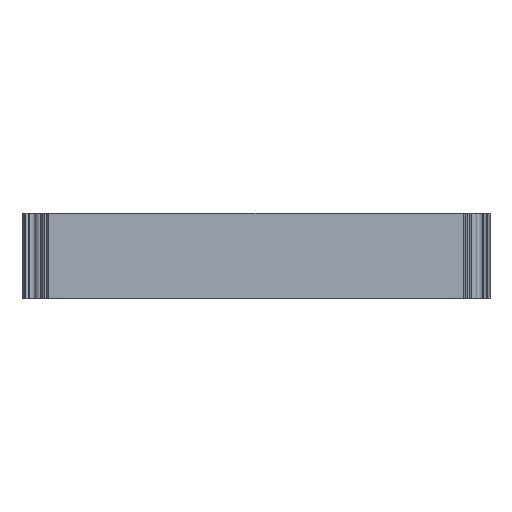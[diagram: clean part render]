
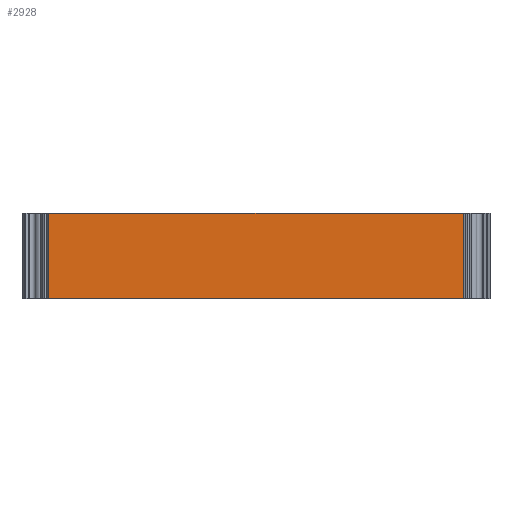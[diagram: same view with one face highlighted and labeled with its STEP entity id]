
A CAD part, top view. The second image highlights one B-rep face of the part: STEP entity #2928.
In plain terms, the highlighted planar face has unit normal (0, 0, 1).
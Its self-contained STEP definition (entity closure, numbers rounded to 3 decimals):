
#189=ORIENTED_EDGE('',*,*,#1083,.T.);
#190=ORIENTED_EDGE('',*,*,#1084,.F.);
#191=ORIENTED_EDGE('',*,*,#1085,.F.);
#192=ORIENTED_EDGE('',*,*,#1086,.T.);
#1083=EDGE_CURVE('',#1530,#1531,#1830,.T.);
#1084=EDGE_CURVE('',#1532,#1531,#1831,.T.);
#1085=EDGE_CURVE('',#1533,#1532,#1832,.T.);
#1086=EDGE_CURVE('',#1533,#1530,#1833,.T.);
#1530=VERTEX_POINT('',#4237);
#1531=VERTEX_POINT('',#4238);
#1532=VERTEX_POINT('',#4240);
#1533=VERTEX_POINT('',#4242);
#1830=LINE('',#4236,#2165);
#1831=LINE('',#4239,#2166);
#1832=LINE('',#4241,#2167);
#1833=LINE('',#4243,#2168);
#2165=VECTOR('',#3367,1000.);
#2166=VECTOR('',#3368,1000.);
#2167=VECTOR('',#3369,1000.);
#2168=VECTOR('',#3370,1000.);
#2500=EDGE_LOOP('',(#189,#190,#191,#192));
#2665=FACE_BOUND('',#2500,.T.);
#2830=PLANE('',#3096);
#2928=ADVANCED_FACE('',(#2665),#2830,.T.);
#3096=AXIS2_PLACEMENT_3D('',#4235,#3365,#3366);
#3365=DIRECTION('',(0.,0.,1.));
#3366=DIRECTION('',(1.,0.,0.));
#3367=DIRECTION('',(0.,-1.,0.));
#3368=DIRECTION('',(-1.,0.,0.));
#3369=DIRECTION('',(0.,-1.,0.));
#3370=DIRECTION('',(-1.,0.,0.));
#4235=CARTESIAN_POINT('',(33.,12.,27.8));
#4236=CARTESIAN_POINT('',(-29.253,87.128,27.8));
#4237=CARTESIAN_POINT('',(-29.253,12.,27.8));
#4238=CARTESIAN_POINT('',(-29.253,0.,27.8));
#4239=CARTESIAN_POINT('',(33.,0.,27.8));
#4240=CARTESIAN_POINT('',(29.253,0.,27.8));
#4241=CARTESIAN_POINT('',(29.253,87.426,27.8));
#4242=CARTESIAN_POINT('',(29.253,12.,27.8));
#4243=CARTESIAN_POINT('',(33.,12.,27.8));
